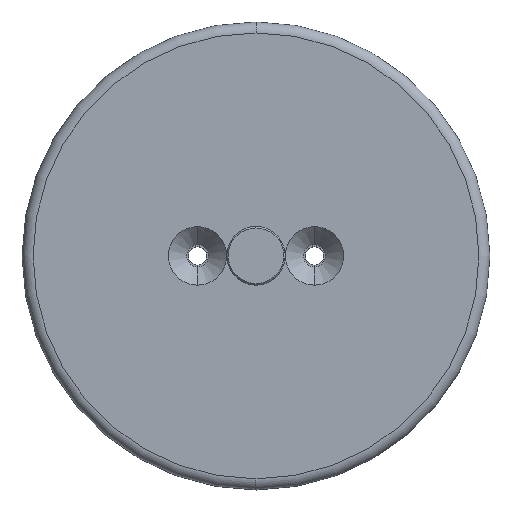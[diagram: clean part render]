
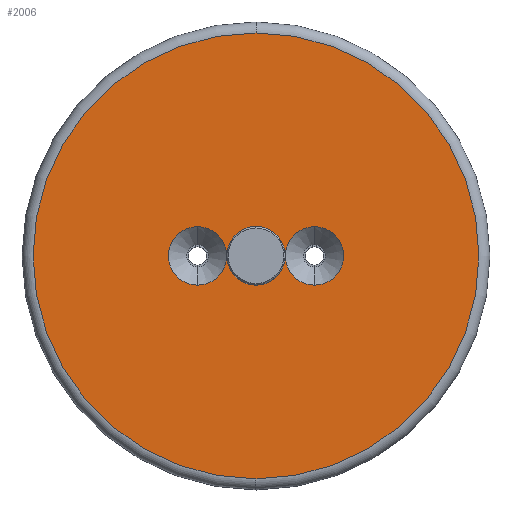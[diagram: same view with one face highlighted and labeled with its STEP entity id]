
A CAD part, top view. The second image highlights one B-rep face of the part: STEP entity #2006.
In plain terms, the highlighted face is planar.
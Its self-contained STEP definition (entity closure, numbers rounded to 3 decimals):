
#9 = ORIENTED_EDGE ( 'NONE', *, *, #1550, .T. ) ;
#13 = AXIS2_PLACEMENT_3D ( 'NONE', #1581, #1418, #1125 ) ;
#20 = CARTESIAN_POINT ( 'NONE',  ( 0., 0., 4. ) ) ;
#29 = DIRECTION ( 'NONE',  ( 1., 0., 0. ) ) ;
#31 = EDGE_CURVE ( 'NONE', #1212, #1913, #353, .T. ) ;
#36 = DIRECTION ( 'NONE',  ( 1., 0., 0. ) ) ;
#54 = CARTESIAN_POINT ( 'NONE',  ( 0., 0., 0. ) ) ;
#63 = ORIENTED_EDGE ( 'NONE', *, *, #1537, .T. ) ;
#89 = AXIS2_PLACEMENT_3D ( 'NONE', #847, #880, #375 ) ;
#115 = CIRCLE ( 'NONE', #13, 4. ) ;
#120 = CARTESIAN_POINT ( 'NONE',  ( 0., 8., 0. ) ) ;
#202 = AXIS2_PLACEMENT_3D ( 'NONE', #321, #657, #1988 ) ;
#205 = EDGE_CURVE ( 'NONE', #1044, #1566, #1972, .T. ) ;
#218 = CARTESIAN_POINT ( 'NONE',  ( 0., -8., 0. ) ) ;
#222 = CIRCLE ( 'NONE', #1426, 4. ) ;
#225 = PLANE ( 'NONE',  #608 ) ;
#239 = EDGE_LOOP ( 'NONE', ( #763, #247, #1313, #1780, #9, #1222, #63, #440, #1970, #1697 ) ) ;
#243 = CIRCLE ( 'NONE', #889, 30.5 ) ;
#247 = ORIENTED_EDGE ( 'NONE', *, *, #31, .T. ) ;
#260 = CIRCLE ( 'NONE', #89, 4. ) ;
#283 = ORIENTED_EDGE ( 'NONE', *, *, #854, .T. ) ;
#288 = EDGE_CURVE ( 'NONE', #1913, #1653, #1434, .T. ) ;
#315 = DIRECTION ( 'NONE',  ( 0., 0., 1. ) ) ;
#321 = CARTESIAN_POINT ( 'NONE',  ( 0., 0., 0. ) ) ;
#353 = CIRCLE ( 'NONE', #449, 4. ) ;
#358 = CIRCLE ( 'NONE', #1678, 4. ) ;
#375 = DIRECTION ( 'NONE',  ( 0., 0., 1. ) ) ;
#434 = DIRECTION ( 'NONE',  ( 0., 0., 1. ) ) ;
#440 = ORIENTED_EDGE ( 'NONE', *, *, #1612, .T. ) ;
#449 = AXIS2_PLACEMENT_3D ( 'NONE', #1432, #612, #1937 ) ;
#462 = CARTESIAN_POINT ( 'NONE',  ( 0., 0., -30.5 ) ) ;
#465 = VERTEX_POINT ( 'NONE', #1554 ) ;
#498 = AXIS2_PLACEMENT_3D ( 'NONE', #970, #29, #1483 ) ;
#508 = DIRECTION ( 'NONE',  ( 0., 0., 1. ) ) ;
#537 = CARTESIAN_POINT ( 'NONE',  ( 0., -8., -4. ) ) ;
#584 = CARTESIAN_POINT ( 'NONE',  ( 0., 0., -4. ) ) ;
#608 = AXIS2_PLACEMENT_3D ( 'NONE', #875, #2065, #705 ) ;
#612 = DIRECTION ( 'NONE',  ( 1., 0., 0. ) ) ;
#657 = DIRECTION ( 'NONE',  ( -1., 0., 0. ) ) ;
#678 = CARTESIAN_POINT ( 'NONE',  ( 0., -4., 0. ) ) ;
#680 = VERTEX_POINT ( 'NONE', #462 ) ;
#681 = DIRECTION ( 'NONE',  ( 1., 0., 0. ) ) ;
#682 = CARTESIAN_POINT ( 'NONE',  ( 0., 4., 0. ) ) ;
#702 = EDGE_CURVE ( 'NONE', #1824, #1412, #222, .T. ) ;
#705 = DIRECTION ( 'NONE',  ( 0., 0., 1. ) ) ;
#712 = DIRECTION ( 'NONE',  ( 0., 0., 1. ) ) ;
#725 = EDGE_LOOP ( 'NONE', ( #283, #1812 ) ) ;
#739 = CIRCLE ( 'NONE', #202, 30.5 ) ;
#741 = EDGE_CURVE ( 'NONE', #1624, #1044, #115, .T. ) ;
#763 = ORIENTED_EDGE ( 'NONE', *, *, #1613, .T. ) ;
#771 = CIRCLE ( 'NONE', #1987, 4. ) ;
#831 = DIRECTION ( 'NONE',  ( -1., 0., 0. ) ) ;
#847 = CARTESIAN_POINT ( 'NONE',  ( 0., 8., 0. ) ) ;
#854 = EDGE_CURVE ( 'NONE', #465, #680, #739, .T. ) ;
#875 = CARTESIAN_POINT ( 'NONE',  ( 0., 4., 0. ) ) ;
#878 = AXIS2_PLACEMENT_3D ( 'NONE', #1662, #681, #508 ) ;
#880 = DIRECTION ( 'NONE',  ( 1., 0., 0. ) ) ;
#889 = AXIS2_PLACEMENT_3D ( 'NONE', #1142, #831, #315 ) ;
#970 = CARTESIAN_POINT ( 'NONE',  ( 0., 0., 0. ) ) ;
#1014 = DIRECTION ( 'NONE',  ( 1., 0., 0. ) ) ;
#1030 = FACE_OUTER_BOUND ( 'NONE', #725, .T. ) ;
#1044 = VERTEX_POINT ( 'NONE', #537 ) ;
#1075 = CIRCLE ( 'NONE', #1637, 4. ) ;
#1125 = DIRECTION ( 'NONE',  ( 0., 0., 1. ) ) ;
#1142 = CARTESIAN_POINT ( 'NONE',  ( 0., 0., 0. ) ) ;
#1145 = EDGE_CURVE ( 'NONE', #1913, #1824, #2084, .T. ) ;
#1194 = DIRECTION ( 'NONE',  ( 1., 0., 0. ) ) ;
#1203 = FACE_BOUND ( 'NONE', #239, .T. ) ;
#1206 = CARTESIAN_POINT ( 'NONE',  ( 0., 0., 0. ) ) ;
#1212 = VERTEX_POINT ( 'NONE', #584 ) ;
#1222 = ORIENTED_EDGE ( 'NONE', *, *, #288, .T. ) ;
#1313 = ORIENTED_EDGE ( 'NONE', *, *, #1145, .T. ) ;
#1412 = VERTEX_POINT ( 'NONE', #1467 ) ;
#1416 = DIRECTION ( 'NONE',  ( 1., 0., 0. ) ) ;
#1418 = DIRECTION ( 'NONE',  ( 1., 0., 0. ) ) ;
#1426 = AXIS2_PLACEMENT_3D ( 'NONE', #1745, #2108, #1945 ) ;
#1432 = CARTESIAN_POINT ( 'NONE',  ( 0., 0., 0. ) ) ;
#1434 = CIRCLE ( 'NONE', #498, 4. ) ;
#1467 = CARTESIAN_POINT ( 'NONE',  ( 0., 8., 4. ) ) ;
#1483 = DIRECTION ( 'NONE',  ( 0., 0., -1. ) ) ;
#1537 = EDGE_CURVE ( 'NONE', #1653, #1566, #771, .T. ) ;
#1550 = EDGE_CURVE ( 'NONE', #1412, #1913, #260, .T. ) ;
#1554 = CARTESIAN_POINT ( 'NONE',  ( 0., 0., 30.5 ) ) ;
#1566 = VERTEX_POINT ( 'NONE', #678 ) ;
#1581 = CARTESIAN_POINT ( 'NONE',  ( 0., -8., 0. ) ) ;
#1612 = EDGE_CURVE ( 'NONE', #1566, #1624, #1075, .T. ) ;
#1613 = EDGE_CURVE ( 'NONE', #1566, #1212, #358, .T. ) ;
#1624 = VERTEX_POINT ( 'NONE', #1680 ) ;
#1637 = AXIS2_PLACEMENT_3D ( 'NONE', #218, #1014, #712 ) ;
#1638 = CARTESIAN_POINT ( 'NONE',  ( 0., 8., -4. ) ) ;
#1649 = AXIS2_PLACEMENT_3D ( 'NONE', #120, #1416, #434 ) ;
#1653 = VERTEX_POINT ( 'NONE', #20 ) ;
#1662 = CARTESIAN_POINT ( 'NONE',  ( 0., -8., 0. ) ) ;
#1678 = AXIS2_PLACEMENT_3D ( 'NONE', #54, #36, #2035 ) ;
#1680 = CARTESIAN_POINT ( 'NONE',  ( 0., -8., 4. ) ) ;
#1697 = ORIENTED_EDGE ( 'NONE', *, *, #205, .T. ) ;
#1745 = CARTESIAN_POINT ( 'NONE',  ( 0., 8., 0. ) ) ;
#1780 = ORIENTED_EDGE ( 'NONE', *, *, #702, .T. ) ;
#1812 = ORIENTED_EDGE ( 'NONE', *, *, #1815, .T. ) ;
#1815 = EDGE_CURVE ( 'NONE', #680, #465, #243, .T. ) ;
#1824 = VERTEX_POINT ( 'NONE', #1638 ) ;
#1848 = DIRECTION ( 'NONE',  ( 0., 0., -1. ) ) ;
#1913 = VERTEX_POINT ( 'NONE', #682 ) ;
#1937 = DIRECTION ( 'NONE',  ( 0., 0., -1. ) ) ;
#1945 = DIRECTION ( 'NONE',  ( 0., 0., 1. ) ) ;
#1970 = ORIENTED_EDGE ( 'NONE', *, *, #741, .T. ) ;
#1972 = CIRCLE ( 'NONE', #878, 4. ) ;
#1987 = AXIS2_PLACEMENT_3D ( 'NONE', #1206, #1194, #1848 ) ;
#1988 = DIRECTION ( 'NONE',  ( 0., 0., 1. ) ) ;
#2006 = ADVANCED_FACE ( 'NONE', ( #1203, #1030 ), #225, .T. ) ;
#2035 = DIRECTION ( 'NONE',  ( 0., 0., -1. ) ) ;
#2065 = DIRECTION ( 'NONE',  ( -1., 0., 0. ) ) ;
#2084 = CIRCLE ( 'NONE', #1649, 4. ) ;
#2108 = DIRECTION ( 'NONE',  ( 1., 0., 0. ) ) ;
